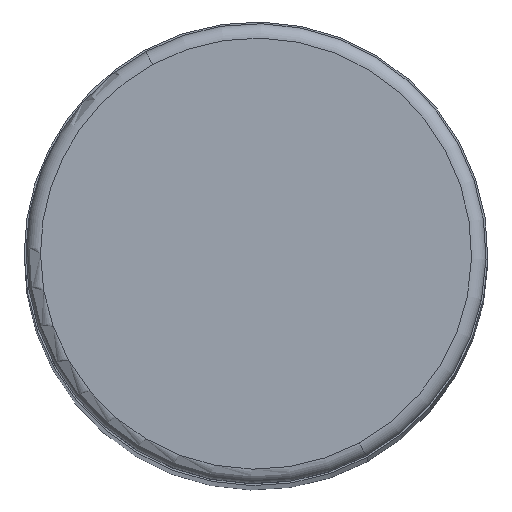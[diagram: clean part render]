
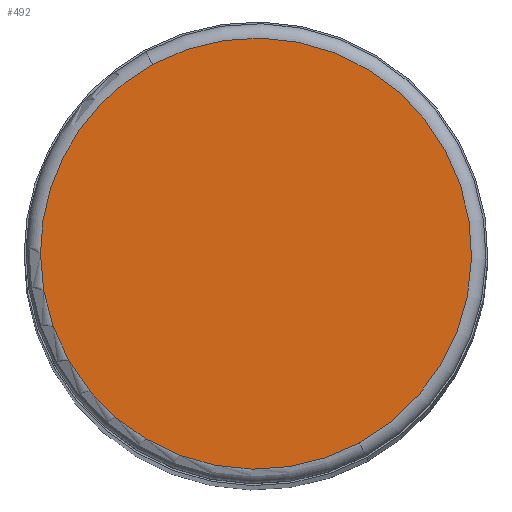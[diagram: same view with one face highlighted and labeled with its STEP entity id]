
A CAD part, top view. The second image highlights one B-rep face of the part: STEP entity #492.
In plain terms, the highlighted planar face has unit normal (0, 0, 1).
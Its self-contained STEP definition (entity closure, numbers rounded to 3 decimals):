
#158=CARTESIAN_POINT('',(0.,0.,300.));
#159=DIRECTION('',(0.,0.,1.));
#160=DIRECTION('',(0.479,-0.878,0.));
#161=AXIS2_PLACEMENT_3D('',#158,#159,#160);
#166=CARTESIAN_POINT('',(0.,0.,300.));
#167=DIRECTION('',(0.,0.,1.));
#168=DIRECTION('',(-1.,0.,0.));
#169=AXIS2_PLACEMENT_3D('',#166,#167,#168);
#174=CARTESIAN_POINT('',(0.,0.,300.));
#175=DIRECTION('',(0.,0.,1.));
#176=DIRECTION('',(-0.479,0.878,0.));
#177=AXIS2_PLACEMENT_3D('',#174,#175,#176);
#422=CARTESIAN_POINT('',(7.131,-13.054,300.));
#423=CARTESIAN_POINT('',(-7.131,13.054,300.));
#424=VERTEX_POINT('',#422);
#425=VERTEX_POINT('',#423);
#430=CARTESIAN_POINT('',(-14.875,0.,300.));
#431=VERTEX_POINT('',#430);
#480=CARTESIAN_POINT('',(0.,0.,300.));
#481=DIRECTION('',(0.,0.,1.));
#482=DIRECTION('',(1.,0.,0.));
#483=AXIS2_PLACEMENT_3D('',#480,#481,#482);
#484=PLANE('',#483);
#485=ORIENTED_EDGE('',*,*,#469,.F.);
#487=ORIENTED_EDGE('',*,*,#486,.F.);
#489=ORIENTED_EDGE('',*,*,#488,.F.);
#490=EDGE_LOOP('',(#485,#487,#489));
#491=FACE_OUTER_BOUND('',#490,.F.);
#492=ADVANCED_FACE('',(#491),#484,.T.);
#162=CIRCLE('',#161,14.875);
#170=CIRCLE('',#169,14.875);
#178=CIRCLE('',#177,14.875);
#469=EDGE_CURVE('',#424,#425,#162,.T.);
#486=EDGE_CURVE('',#431,#424,#170,.T.);
#488=EDGE_CURVE('',#425,#431,#178,.T.);
